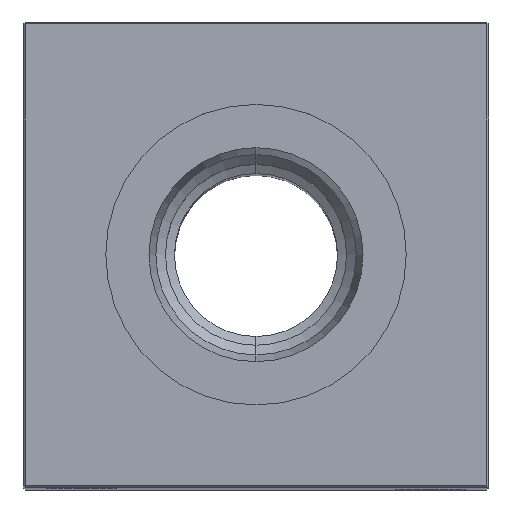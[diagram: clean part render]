
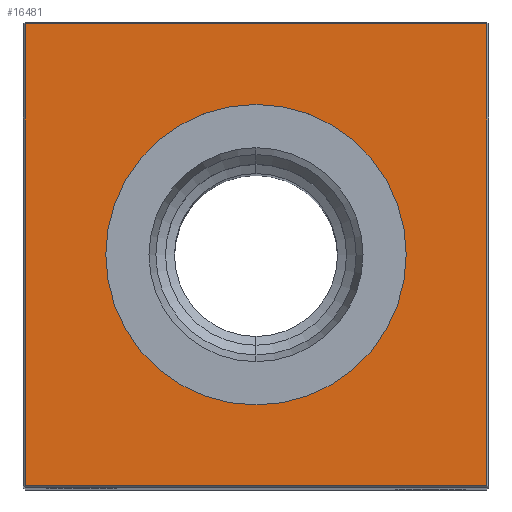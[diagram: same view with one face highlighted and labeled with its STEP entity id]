
A CAD part, top view. The second image highlights one B-rep face of the part: STEP entity #16481.
In plain terms, the highlighted planar face has unit normal (0, 0, 1).
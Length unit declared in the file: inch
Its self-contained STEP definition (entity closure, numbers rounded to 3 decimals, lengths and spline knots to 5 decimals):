
#268 = VERTEX_POINT ( 'NONE', #2873 ) ;
#411 = CARTESIAN_POINT ( 'NONE',  ( -1.24, -1.24, 8. ) ) ;
#499 = ORIENTED_EDGE ( 'NONE', *, *, #2284, .T. ) ;
#1392 = AXIS2_PLACEMENT_3D ( 'NONE', #7064, #14790, #22617 ) ;
#1798 = EDGE_CURVE ( 'NONE', #16323, #6235, #18285, .T. ) ;
#1883 = VECTOR ( 'NONE', #2699, 39.37008 ) ;
#2151 = EDGE_CURVE ( 'NONE', #16033, #268, #23197, .T. ) ;
#2156 = AXIS2_PLACEMENT_3D ( 'NONE', #12899, #2756, #18418 ) ;
#2284 = EDGE_CURVE ( 'NONE', #6235, #18306, #13558, .T. ) ;
#2301 = DIRECTION ( 'NONE',  ( 0., 0., -1. ) ) ;
#2435 = FACE_OUTER_BOUND ( 'NONE', #7646, .T. ) ;
#2699 = DIRECTION ( 'NONE',  ( 1., 0., 0. ) ) ;
#2756 = DIRECTION ( 'NONE',  ( 0., 0., -1. ) ) ;
#2873 = CARTESIAN_POINT ( 'NONE',  ( 0., 0.80709, 8. ) ) ;
#3560 = AXIS2_PLACEMENT_3D ( 'NONE', #10260, #2301, #10131 ) ;
#3866 = EDGE_LOOP ( 'NONE', ( #7861, #18268 ) ) ;
#4096 = PLANE ( 'NONE',  #3560 ) ;
#4153 = EDGE_CURVE ( 'NONE', #16221, #16323, #10269, .T. ) ;
#4259 = VECTOR ( 'NONE', #6208, 39.37008 ) ;
#5564 = CARTESIAN_POINT ( 'NONE',  ( 1.24, 1.24, 8. ) ) ;
#5827 = ORIENTED_EDGE ( 'NONE', *, *, #9314, .T. ) ;
#5899 = FACE_BOUND ( 'NONE', #3866, .T. ) ;
#6208 = DIRECTION ( 'NONE',  ( -1., 0., 0. ) ) ;
#6235 = VERTEX_POINT ( 'NONE', #5564 ) ;
#6848 = DIRECTION ( 'NONE',  ( 0., 1., 0. ) ) ;
#7064 = CARTESIAN_POINT ( 'NONE',  ( 0., 0., 8. ) ) ;
#7532 = DIRECTION ( 'NONE',  ( 0., -1., 0. ) ) ;
#7646 = EDGE_LOOP ( 'NONE', ( #5827, #13729, #15944, #499 ) ) ;
#7861 = ORIENTED_EDGE ( 'NONE', *, *, #21251, .T. ) ;
#9314 = EDGE_CURVE ( 'NONE', #18306, #16221, #22960, .T. ) ;
#10131 = DIRECTION ( 'NONE',  ( -1., 0., 0. ) ) ;
#10260 = CARTESIAN_POINT ( 'NONE',  ( 0., 0., 8. ) ) ;
#10269 = LINE ( 'NONE', #19895, #1883 ) ;
#10826 = CARTESIAN_POINT ( 'NONE',  ( 0., -0.80709, 8. ) ) ;
#11275 = CARTESIAN_POINT ( 'NONE',  ( -1.24, 0., 8. ) ) ;
#12899 = CARTESIAN_POINT ( 'NONE',  ( 0., 0., 8. ) ) ;
#13558 = LINE ( 'NONE', #21502, #4259 ) ;
#13729 = ORIENTED_EDGE ( 'NONE', *, *, #4153, .T. ) ;
#14790 = DIRECTION ( 'NONE',  ( 0., 0., -1. ) ) ;
#15944 = ORIENTED_EDGE ( 'NONE', *, *, #1798, .T. ) ;
#16033 = VERTEX_POINT ( 'NONE', #10826 ) ;
#16221 = VERTEX_POINT ( 'NONE', #411 ) ;
#16323 = VERTEX_POINT ( 'NONE', #20560 ) ;
#16481 = ADVANCED_FACE ( 'NONE', ( #2435, #5899 ), #4096, .F. ) ;
#16698 = VECTOR ( 'NONE', #7532, 39.37008 ) ;
#18268 = ORIENTED_EDGE ( 'NONE', *, *, #2151, .T. ) ;
#18285 = LINE ( 'NONE', #20339, #19027 ) ;
#18306 = VERTEX_POINT ( 'NONE', #23468 ) ;
#18418 = DIRECTION ( 'NONE',  ( -1., 0., 0. ) ) ;
#19027 = VECTOR ( 'NONE', #6848, 39.37008 ) ;
#19895 = CARTESIAN_POINT ( 'NONE',  ( 0., -1.24, 8. ) ) ;
#20339 = CARTESIAN_POINT ( 'NONE',  ( 1.24, 0., 8. ) ) ;
#20560 = CARTESIAN_POINT ( 'NONE',  ( 1.24, -1.24, 8. ) ) ;
#21251 = EDGE_CURVE ( 'NONE', #268, #16033, #23483, .T. ) ;
#21502 = CARTESIAN_POINT ( 'NONE',  ( 0., 1.24, 8. ) ) ;
#22617 = DIRECTION ( 'NONE',  ( -1., 0., 0. ) ) ;
#22960 = LINE ( 'NONE', #11275, #16698 ) ;
#23197 = CIRCLE ( 'NONE', #1392, 0.80709 ) ;
#23468 = CARTESIAN_POINT ( 'NONE',  ( -1.24, 1.24, 8. ) ) ;
#23483 = CIRCLE ( 'NONE', #2156, 0.80709 ) ;
